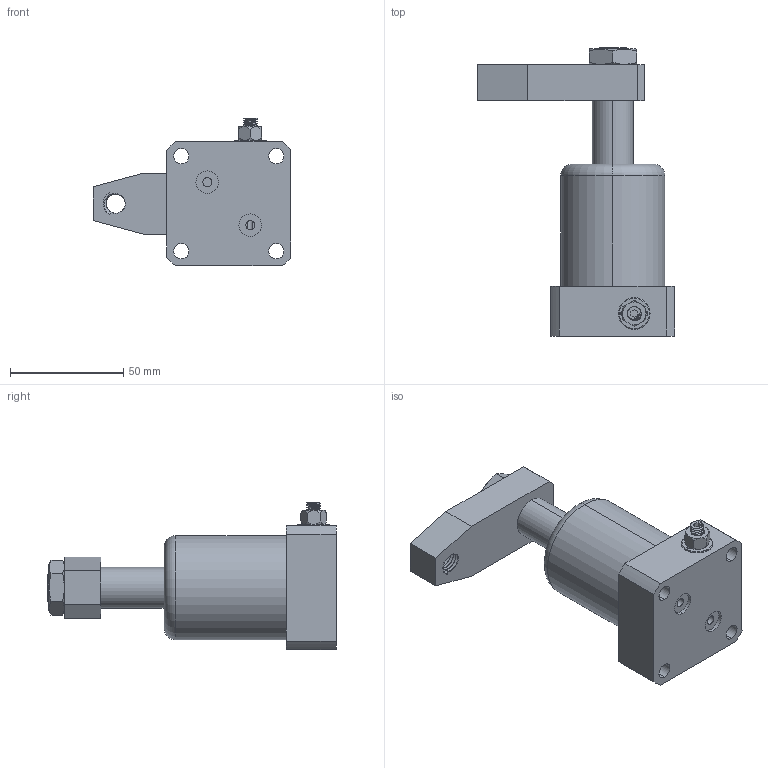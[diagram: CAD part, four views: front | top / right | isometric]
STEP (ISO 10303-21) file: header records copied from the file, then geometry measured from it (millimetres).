
FILE_DESCRIPTION (( 'STEP AP203' ), '1' );
FILE_NAME ('chs-mf25s_asm.STEP', '2019-04-17T08:02:00', ( '' ), ( '' ), 'SwSTEP 2.0', 'SolidWorks 2017', '' );
FILE_SCHEMA (( 'CONFIG_CONTROL_DESIGN' ));
Length unit declared in the file: millimetre
Products named in the file (9): CHS-TXF-01_1; chs-mf25s_asm; CHS-25S-01_4; CHS-MF25BT; CHS-MF25-TXF-03_1; CHS-MF25-TXF-02_1; CHS-25S-02_4; M6_1; M14_4
Assembly tree (8 placements, depth 2):
  chs-mf25s_asm
    CHS-MF25BT
    CHS-25S-02_4
    CHS-25S-01_4
    M14_4
    CHS-TXF-01_1
    CHS-MF25-TXF-03_1
    CHS-MF25-TXF-02_1
    M6_1
Bounding box: 87.5 x 127.5 x 65.3 mm (x, y, z)
Volume: 178491.3 mm3; surface area: 45546.7 mm2
Topology: 9 solids, 9 shells, 397 faces, 1026 edges, 669 vertices
Faces by surface type: cylinder 199, plane 92, cone 56, bspline 48, torus 2
Entity records: 30333 total; most frequent: CARTESIAN_POINT 20582, ORIENTED_EDGE 2036, DIRECTION 1484, EDGE_CURVE 1018, VERTEX_POINT 669, AXIS2_PLACEMENT_3D 575, B_SPLINE_CURVE_WITH_KNOTS 451, EDGE_LOOP 449
